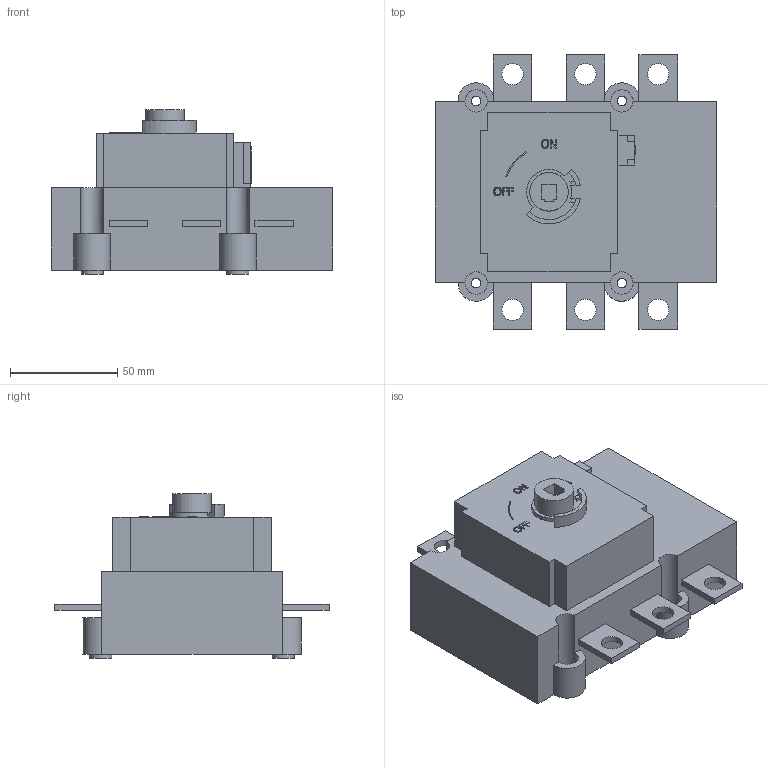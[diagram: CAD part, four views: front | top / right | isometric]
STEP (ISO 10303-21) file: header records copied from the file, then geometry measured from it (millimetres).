
FILE_DESCRIPTION((''),'2;1');
FILE_NAME('Int S5000-125-160A 3P Pala (2010-09).stp','2010-09-06T09:07:20',('david'),(''),'Autodesk Inventor 2010','Autodesk Inventor 2010','');
FILE_SCHEMA(('AUTOMOTIVE_DESIGN { 1 0 10303 214 1 1 1 1 }'));
Length unit declared in the file: millimetre
Products named in the file (1): Int S5000-125-160A 3P Pala (2010-09)
Bounding box: 131.2 x 128 x 76.95 mm (x, y, z)
Volume: 555891.1 mm3; surface area: 57171.3 mm2
Topology: 1 solids, 1 shells, 207 faces, 544 edges, 363 vertices
Faces by surface type: plane 142, cylinder 37, bspline 28
Full cylindrical faces by diameter (mm): 4.5 x4, 10 x6, 10.281 x4, 10.5 x4, 18 x1, 18.1 x1
Entity records: 7153 total; most frequent: CARTESIAN_POINT 1945, ORIENTED_EDGE 1038, DIRECTION 903, EDGE_CURVE 519, VECTOR 383, LINE 383, VERTEX_POINT 358, EDGE_LOOP 271
